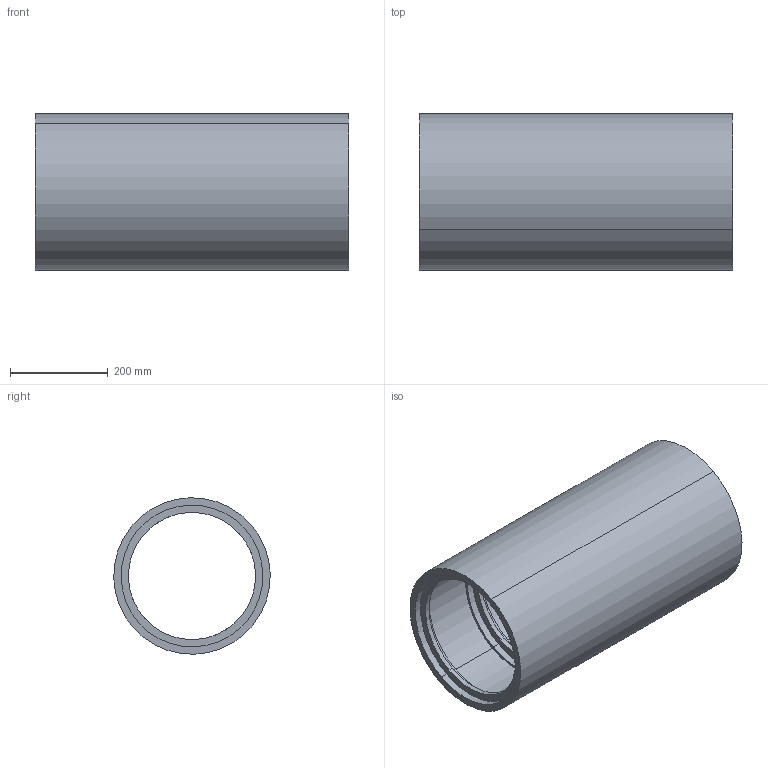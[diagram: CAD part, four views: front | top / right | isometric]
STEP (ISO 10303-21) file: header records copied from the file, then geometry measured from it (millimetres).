
FILE_DESCRIPTION(('CATIA V5 STEP Exchange'),'2;1');
FILE_NAME('Part005_1.stp','2022-05-15T12:17:22+00:00',('none'),('none'),'CATIA Version 5 Release 21 GA (IN-10)','CATIA V5 STEP AP203','none');
FILE_SCHEMA(('CONFIG_CONTROL_DESIGN'));
Length unit declared in the file: millimetre
Products named in the file (1): Part1
Bounding box: 640 x 319.91 x 319.91 mm (x, y, z)
Volume: 7807667.9 mm3; surface area: 1430995.1 mm2
Topology: 1 solids, 1 shells, 62 faces, 124 edges, 80 vertices
Faces by surface type: cylinder 40, plane 22
Entity records: 1566 total; most frequent: CARTESIAN_POINT 371, ORIENTED_EDGE 248, DIRECTION 174, EDGE_CURVE 124, AXIS2_PLACEMENT_3D 103, EDGE_LOOP 80, VERTEX_POINT 80, CIRCLE 74
